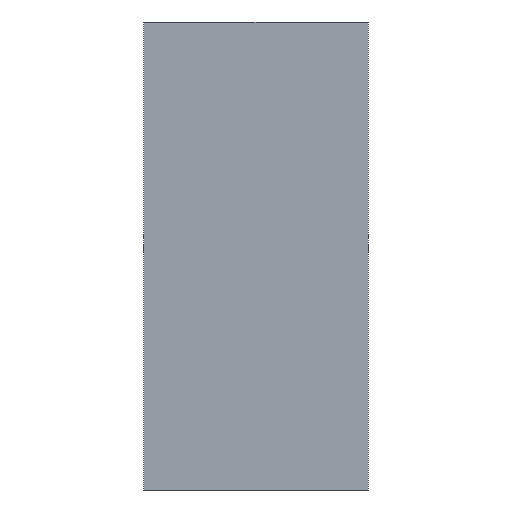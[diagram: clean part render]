
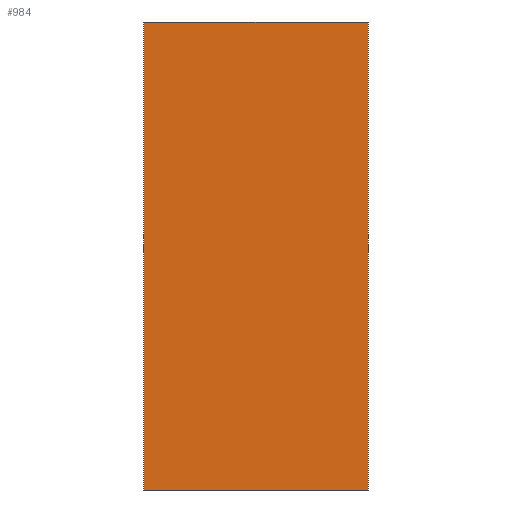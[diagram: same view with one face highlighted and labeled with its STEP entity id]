
A CAD part, left-side view. The second image highlights one B-rep face of the part: STEP entity #984.
In plain terms, the highlighted planar face has unit normal (-1, 0, 0).
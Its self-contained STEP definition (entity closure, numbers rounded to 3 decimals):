
#64 = LINE ( 'NONE', #238, #859 ) ;
#67 = CARTESIAN_POINT ( 'NONE',  ( -1., 0., 0.625 ) ) ;
#72 = FACE_OUTER_BOUND ( 'NONE', #484, .T. ) ;
#95 = CARTESIAN_POINT ( 'NONE',  ( -1., 0., 0.625 ) ) ;
#99 = DIRECTION ( 'NONE',  ( 0., 0., -1. ) ) ;
#135 = CARTESIAN_POINT ( 'NONE',  ( -1., 0., 0.625 ) ) ;
#164 = DIRECTION ( 'NONE',  ( 0., -1., 0. ) ) ;
#175 = CARTESIAN_POINT ( 'NONE',  ( -1., 0.6, 0.625 ) ) ;
#234 = LINE ( 'NONE', #779, #630 ) ;
#238 = CARTESIAN_POINT ( 'NONE',  ( -1., 0., 0.625 ) ) ;
#289 = LINE ( 'NONE', #175, #872 ) ;
#360 = VECTOR ( 'NONE', #99, 1000. ) ;
#398 = ORIENTED_EDGE ( 'NONE', *, *, #651, .F. ) ;
#407 = VERTEX_POINT ( 'NONE', #614 ) ;
#410 = ORIENTED_EDGE ( 'NONE', *, *, #543, .T. ) ;
#484 = EDGE_LOOP ( 'NONE', ( #858, #719, #398, #410 ) ) ;
#503 = CARTESIAN_POINT ( 'NONE',  ( -1., 0.6, -0.625 ) ) ;
#504 = DIRECTION ( 'NONE',  ( 0., 0., -1. ) ) ;
#516 = AXIS2_PLACEMENT_3D ( 'NONE', #135, #617, #879 ) ;
#543 = EDGE_CURVE ( 'NONE', #407, #577, #289, .T. ) ;
#577 = VERTEX_POINT ( 'NONE', #503 ) ;
#614 = CARTESIAN_POINT ( 'NONE',  ( -1., 0.6, 0.625 ) ) ;
#617 = DIRECTION ( 'NONE',  ( 1., 0., 0. ) ) ;
#630 = VECTOR ( 'NONE', #945, 1000. ) ;
#651 = EDGE_CURVE ( 'NONE', #407, #679, #64, .T. ) ;
#679 = VERTEX_POINT ( 'NONE', #67 ) ;
#712 = PLANE ( 'NONE',  #516 ) ;
#719 = ORIENTED_EDGE ( 'NONE', *, *, #799, .F. ) ;
#779 = CARTESIAN_POINT ( 'NONE',  ( -1., 0., -0.625 ) ) ;
#798 = CARTESIAN_POINT ( 'NONE',  ( -1., 0., -0.625 ) ) ;
#799 = EDGE_CURVE ( 'NONE', #679, #1049, #907, .T. ) ;
#858 = ORIENTED_EDGE ( 'NONE', *, *, #926, .T. ) ;
#859 = VECTOR ( 'NONE', #164, 1000. ) ;
#872 = VECTOR ( 'NONE', #504, 1000. ) ;
#879 = DIRECTION ( 'NONE',  ( 0., 0., -1. ) ) ;
#907 = LINE ( 'NONE', #95, #360 ) ;
#926 = EDGE_CURVE ( 'NONE', #577, #1049, #234, .T. ) ;
#945 = DIRECTION ( 'NONE',  ( 0., -1., 0. ) ) ;
#984 = ADVANCED_FACE ( 'NONE', ( #72 ), #712, .F. ) ;
#1049 = VERTEX_POINT ( 'NONE', #798 ) ;
